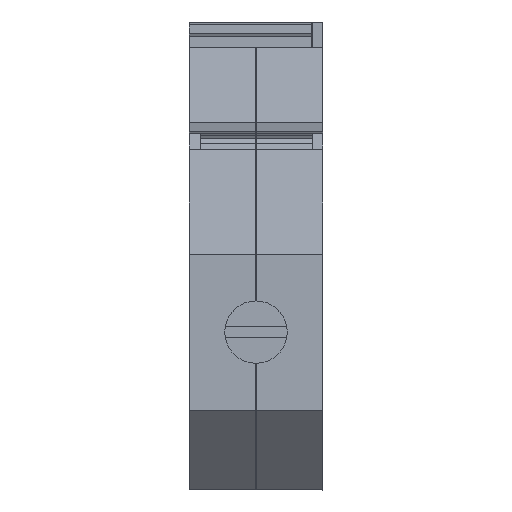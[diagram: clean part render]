
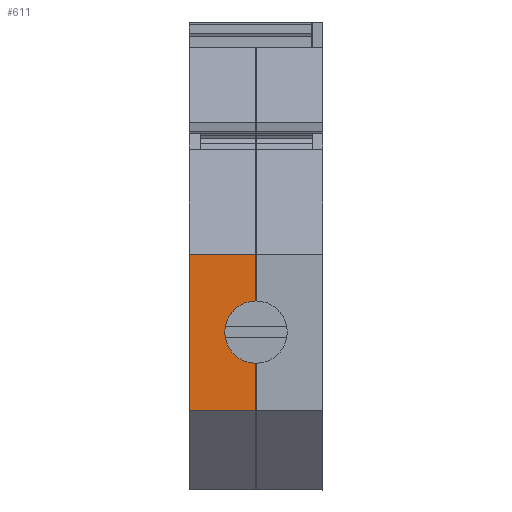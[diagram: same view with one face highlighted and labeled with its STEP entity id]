
A CAD part, top view. The second image highlights one B-rep face of the part: STEP entity #611.
In plain terms, the highlighted planar face has unit normal (0, 0, 1).
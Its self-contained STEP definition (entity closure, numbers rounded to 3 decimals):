
#559=AXIS2_PLACEMENT_3D('Plane Axis2P3D',#556,#557,#558) ;
#584=AXIS2_PLACEMENT_3D('Circle Axis2P3D',#582,#583,$) ;
#77=CARTESIAN_POINT('Vertex',(0.,7.1,68.6)) ;
#80=CARTESIAN_POINT('Line Origine',(0.,14.1,68.6)) ;
#84=CARTESIAN_POINT('Vertex',(0.,21.1,68.6)) ;
#536=CARTESIAN_POINT('Line Origine',(2.975,7.1,68.6)) ;
#540=CARTESIAN_POINT('Vertex',(5.95,7.1,68.6)) ;
#556=CARTESIAN_POINT('Axis2P3D Location',(0.,21.1,68.6)) ;
#561=CARTESIAN_POINT('Line Origine',(2.975,21.1,68.6)) ;
#565=CARTESIAN_POINT('Vertex',(5.95,21.1,68.6)) ;
#568=CARTESIAN_POINT('Line Origine',(5.95,8.75,68.6)) ;
#572=CARTESIAN_POINT('Vertex',(5.95,10.4,68.6)) ;
#575=CARTESIAN_POINT('Line Origine',(5.95,10.85,68.6)) ;
#579=CARTESIAN_POINT('Vertex',(5.95,11.3,68.6)) ;
#582=CARTESIAN_POINT('Axis2P3D Location',(6.,14.1,68.6)) ;
#586=CARTESIAN_POINT('Vertex',(5.95,16.9,68.6)) ;
#589=CARTESIAN_POINT('Line Origine',(5.95,17.35,68.6)) ;
#593=CARTESIAN_POINT('Vertex',(5.95,17.8,68.6)) ;
#596=CARTESIAN_POINT('Line Origine',(5.95,19.45,68.6)) ;
#81=DIRECTION('Vector Direction',(0.,-1.,0.)) ;
#537=DIRECTION('Vector Direction',(1.,0.,0.)) ;
#557=DIRECTION('Axis2P3D Direction',(0.,0.,1.)) ;
#558=DIRECTION('Axis2P3D XDirection',(0.,-1.,0.)) ;
#562=DIRECTION('Vector Direction',(1.,0.,0.)) ;
#569=DIRECTION('Vector Direction',(0.,1.,0.)) ;
#576=DIRECTION('Vector Direction',(0.,1.,0.)) ;
#583=DIRECTION('Axis2P3D Direction',(0.,0.,1.)) ;
#590=DIRECTION('Vector Direction',(0.,1.,0.)) ;
#597=DIRECTION('Vector Direction',(0.,1.,0.)) ;
#82=VECTOR('Line Direction',#81,1.) ;
#538=VECTOR('Line Direction',#537,1.) ;
#563=VECTOR('Line Direction',#562,1.) ;
#570=VECTOR('Line Direction',#569,1.) ;
#577=VECTOR('Line Direction',#576,1.) ;
#591=VECTOR('Line Direction',#590,1.) ;
#598=VECTOR('Line Direction',#597,1.) ;
#602=ORIENTED_EDGE('',*,*,#567,.F.) ;
#603=ORIENTED_EDGE('',*,*,#86,.T.) ;
#604=ORIENTED_EDGE('',*,*,#542,.T.) ;
#605=ORIENTED_EDGE('',*,*,#574,.F.) ;
#606=ORIENTED_EDGE('',*,*,#581,.T.) ;
#607=ORIENTED_EDGE('',*,*,#588,.F.) ;
#608=ORIENTED_EDGE('',*,*,#595,.T.) ;
#609=ORIENTED_EDGE('',*,*,#600,.F.) ;
#611=ADVANCED_FACE('SECONDARY',(#610),#560,.T.) ;
#585=CIRCLE('generated circle',#584,2.8) ;
#86=EDGE_CURVE('',#85,#78,#83,.T.) ;
#542=EDGE_CURVE('',#78,#541,#539,.T.) ;
#567=EDGE_CURVE('',#85,#566,#564,.T.) ;
#574=EDGE_CURVE('',#573,#541,#571,.F.) ;
#581=EDGE_CURVE('',#573,#580,#578,.T.) ;
#588=EDGE_CURVE('',#587,#580,#585,.T.) ;
#595=EDGE_CURVE('',#587,#594,#592,.T.) ;
#600=EDGE_CURVE('',#566,#594,#599,.F.) ;
#601=EDGE_LOOP('',(#602,#603,#604,#605,#606,#607,#608,#609)) ;
#610=FACE_OUTER_BOUND('',#601,.T.) ;
#83=LINE('Line',#80,#82) ;
#539=LINE('Line',#536,#538) ;
#564=LINE('Line',#561,#563) ;
#571=LINE('Line',#568,#570) ;
#578=LINE('Line',#575,#577) ;
#592=LINE('Line',#589,#591) ;
#599=LINE('Line',#596,#598) ;
#560=PLANE('',#559) ;
#78=VERTEX_POINT('',#77) ;
#85=VERTEX_POINT('',#84) ;
#541=VERTEX_POINT('',#540) ;
#566=VERTEX_POINT('',#565) ;
#573=VERTEX_POINT('',#572) ;
#580=VERTEX_POINT('',#579) ;
#587=VERTEX_POINT('',#586) ;
#594=VERTEX_POINT('',#593) ;
